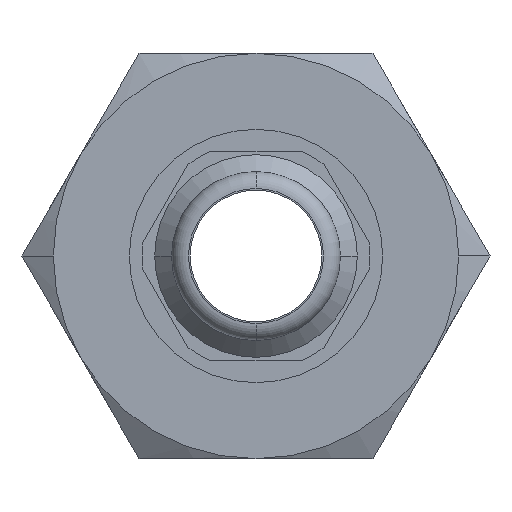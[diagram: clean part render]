
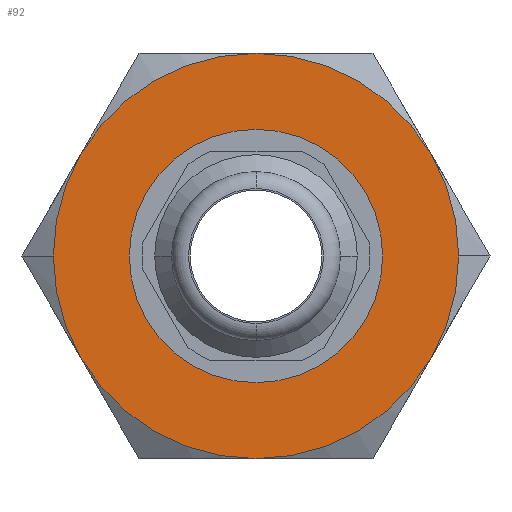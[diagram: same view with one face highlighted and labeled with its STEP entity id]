
A CAD part, front view. The second image highlights one B-rep face of the part: STEP entity #92.
In plain terms, the highlighted planar face has unit normal (0, -1, 0).
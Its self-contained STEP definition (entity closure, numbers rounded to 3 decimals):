
#92=ADVANCED_FACE('',(#242,#243),#244,.T.);
#242=FACE_OUTER_BOUND('',#453,.T.);
#243=FACE_BOUND('',#454,.T.);
#244=PLANE('',#455);
#453=EDGE_LOOP('',(#662,#663,#664,#665,#666,#667,#668,#669));
#454=EDGE_LOOP('',(#670,#671));
#455=AXIS2_PLACEMENT_3D('',#672,#673,#674);
#662=ORIENTED_EDGE('',*,*,#1225,.F.);
#663=ORIENTED_EDGE('',*,*,#1226,.F.);
#664=ORIENTED_EDGE('',*,*,#1227,.F.);
#665=ORIENTED_EDGE('',*,*,#1228,.F.);
#666=ORIENTED_EDGE('',*,*,#1223,.F.);
#667=ORIENTED_EDGE('',*,*,#1229,.F.);
#668=ORIENTED_EDGE('',*,*,#1230,.F.);
#669=ORIENTED_EDGE('',*,*,#1231,.F.);
#670=ORIENTED_EDGE('',*,*,#1232,.F.);
#671=ORIENTED_EDGE('',*,*,#1233,.F.);
#672=CARTESIAN_POINT('',(6.0,23.5,0.0));
#673=DIRECTION('',(-0.0,-1.0,-0.0));
#674=DIRECTION('',(-1.0,0.0,0.0));
#1223=EDGE_CURVE('',#1441,#1439,#1443,.T.);
#1225=EDGE_CURVE('',#1445,#1446,#1447,.T.);
#1226=EDGE_CURVE('',#1448,#1445,#1449,.T.);
#1227=EDGE_CURVE('',#1450,#1448,#1451,.T.);
#1228=EDGE_CURVE('',#1439,#1450,#1452,.T.);
#1229=EDGE_CURVE('',#1453,#1441,#1454,.T.);
#1230=EDGE_CURVE('',#1455,#1453,#1456,.T.);
#1231=EDGE_CURVE('',#1446,#1455,#1457,.T.);
#1232=EDGE_CURVE('',#1458,#1459,#1460,.T.);
#1233=EDGE_CURVE('',#1459,#1458,#1461,.T.);
#1439=VERTEX_POINT('',#1747);
#1441=VERTEX_POINT('',#1750);
#1443=CIRCLE('',#1763,12.0);
#1445=VERTEX_POINT('',#1765);
#1446=VERTEX_POINT('',#1766);
#1447=CIRCLE('',#1767,12.0);
#1448=VERTEX_POINT('',#1768);
#1449=CIRCLE('',#1769,12.0);
#1450=VERTEX_POINT('',#1770);
#1451=CIRCLE('',#1771,12.0);
#1452=CIRCLE('',#1772,12.0);
#1453=VERTEX_POINT('',#1773);
#1454=CIRCLE('',#1774,12.0);
#1455=VERTEX_POINT('',#1775);
#1456=CIRCLE('',#1776,12.0);
#1457=CIRCLE('',#1777,12.0);
#1458=VERTEX_POINT('',#1778);
#1459=VERTEX_POINT('',#1779);
#1460=CIRCLE('',#1780,7.5);
#1461=CIRCLE('',#1781,7.5);
#1747=CARTESIAN_POINT('',(-12.0,23.5,0.));
#1750=CARTESIAN_POINT('',(-10.392,23.5,-6.0));
#1763=AXIS2_PLACEMENT_3D('',#2376,#2377,#2378);
#1765=CARTESIAN_POINT('',(10.392,23.5,6.0));
#1766=CARTESIAN_POINT('',(12.0,23.5,0.));
#1767=AXIS2_PLACEMENT_3D('',#2379,#2380,#2381);
#1768=CARTESIAN_POINT('',(0.,23.5,12.0));
#1769=AXIS2_PLACEMENT_3D('',#2382,#2383,#2384);
#1770=CARTESIAN_POINT('',(-10.392,23.5,6.0));
#1771=AXIS2_PLACEMENT_3D('',#2385,#2386,#2387);
#1772=AXIS2_PLACEMENT_3D('',#2388,#2389,#2390);
#1773=CARTESIAN_POINT('',(0.0,23.5,-12.0));
#1774=AXIS2_PLACEMENT_3D('',#2391,#2392,#2393);
#1775=CARTESIAN_POINT('',(10.392,23.5,-6.0));
#1776=AXIS2_PLACEMENT_3D('',#2394,#2395,#2396);
#1777=AXIS2_PLACEMENT_3D('',#2397,#2398,#2399);
#1778=CARTESIAN_POINT('',(-7.5,23.5,0.));
#1779=CARTESIAN_POINT('',(7.5,23.5,0.));
#1780=AXIS2_PLACEMENT_3D('',#2400,#2401,#2402);
#1781=AXIS2_PLACEMENT_3D('',#2403,#2404,#2405);
#2376=CARTESIAN_POINT('',(0.0,23.5,0.0));
#2377=DIRECTION('',(-0.0,1.0,0.0));
#2378=DIRECTION('',(1.0,0.0,0.0));
#2379=CARTESIAN_POINT('',(0.0,23.5,0.0));
#2380=DIRECTION('',(-0.0,1.0,0.0));
#2381=DIRECTION('',(1.0,0.0,0.0));
#2382=CARTESIAN_POINT('',(0.0,23.5,0.0));
#2383=DIRECTION('',(-0.0,1.0,0.0));
#2384=DIRECTION('',(1.0,0.0,0.0));
#2385=CARTESIAN_POINT('',(0.0,23.5,0.0));
#2386=DIRECTION('',(-0.0,1.0,0.0));
#2387=DIRECTION('',(1.0,0.0,0.0));
#2388=CARTESIAN_POINT('',(0.0,23.5,0.0));
#2389=DIRECTION('',(-0.0,1.0,0.0));
#2390=DIRECTION('',(1.0,0.0,0.0));
#2391=CARTESIAN_POINT('',(0.0,23.5,0.0));
#2392=DIRECTION('',(-0.0,1.0,0.0));
#2393=DIRECTION('',(1.0,0.0,0.0));
#2394=CARTESIAN_POINT('',(0.0,23.5,0.0));
#2395=DIRECTION('',(-0.0,1.0,0.0));
#2396=DIRECTION('',(1.0,0.0,0.0));
#2397=CARTESIAN_POINT('',(0.0,23.5,0.0));
#2398=DIRECTION('',(-0.0,1.0,0.0));
#2399=DIRECTION('',(1.0,0.0,0.0));
#2400=CARTESIAN_POINT('',(0.0,23.5,0.0));
#2401=DIRECTION('',(0.0,-1.0,0.0));
#2402=DIRECTION('',(1.0,0.0,0.0));
#2403=CARTESIAN_POINT('',(0.0,23.5,0.0));
#2404=DIRECTION('',(0.0,-1.0,0.0));
#2405=DIRECTION('',(1.0,0.0,0.0));
